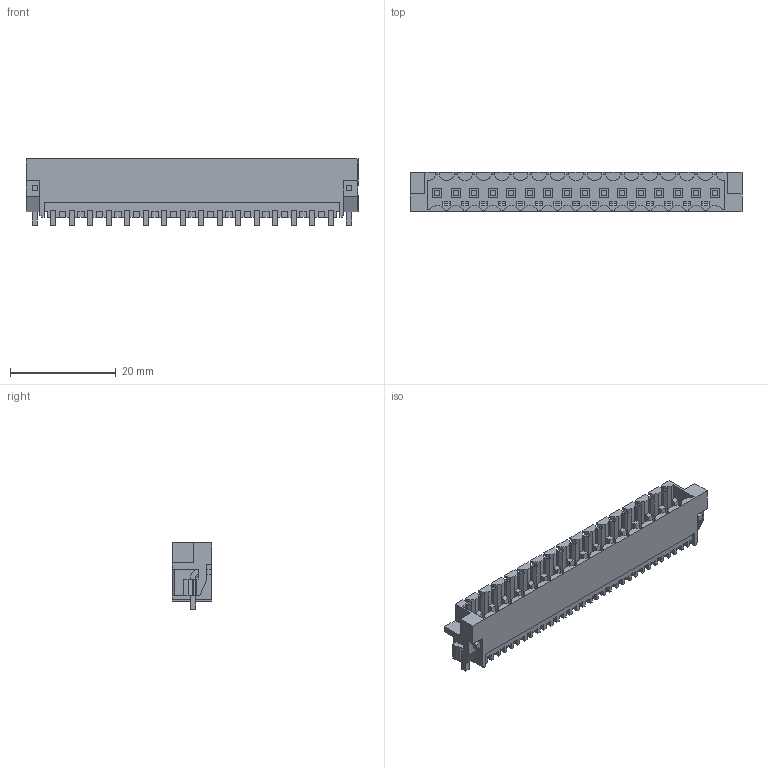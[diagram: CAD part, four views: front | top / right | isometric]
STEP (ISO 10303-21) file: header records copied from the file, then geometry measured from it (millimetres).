
FILE_DESCRIPTION(('CATIA V5 STEP Exchange','CAx-IF Rec.Pracs.--- Model Styling and Organization---1.2---2011-12-15'),'2;1');
FILE_NAME ('D1450771_0_1291450000_1291450000.stp','2018-03-20T10:25:44+00:00',('none'),('Weidmueller'),'CATIA Version 5-6 Release 2014','CATIA V5 STEP AP214','none');
FILE_SCHEMA(('AUTOMOTIVE_DESIGN { 1 0 10303 214 1 1 1 1 }'));
Length unit declared in the file: millimetre
Products named in the file (1): 1291450000
Bounding box: 62.85 x 7.45 x 12.55 mm (x, y, z)
Volume: 2019.5 mm3; surface area: 5581.9 mm2
Topology: 19 solids, 19 shells, 1273 faces, 3765 edges, 2559 vertices
Faces by surface type: plane 1153, cylinder 120
Entity records: 40221 total; most frequent: ORIENTED_EDGE 7530, CARTESIAN_POINT 7412, DIRECTION 4997, EDGE_CURVE 3765, VECTOR 3461, LINE 3461, VERTEX_POINT 2559, EDGE_LOOP 1338
